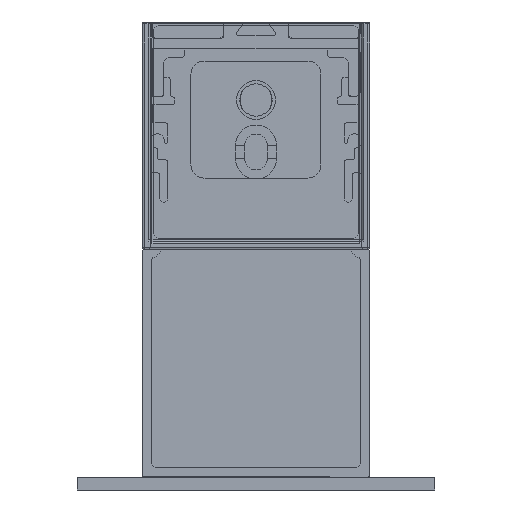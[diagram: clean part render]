
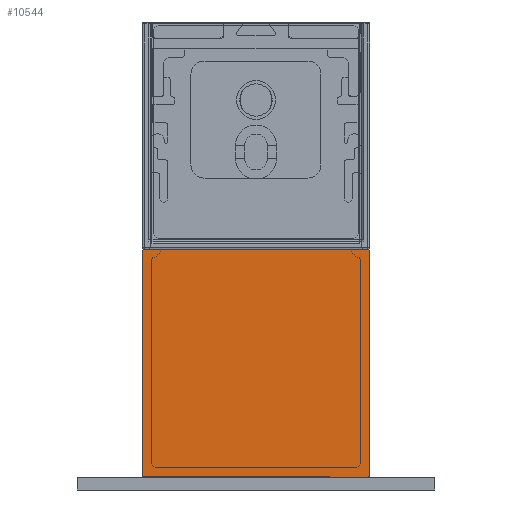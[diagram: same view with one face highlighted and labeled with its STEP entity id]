
A CAD part, front view. The second image highlights one B-rep face of the part: STEP entity #10544.
In plain terms, the highlighted planar face has unit normal (0, -1, 0).
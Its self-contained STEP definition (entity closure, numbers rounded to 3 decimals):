
#362=PLANE('',#11790);
#1189=LINE('',#19292,#2051);
#1192=LINE('',#19298,#2054);
#1193=LINE('',#19302,#2055);
#1194=LINE('',#19306,#2056);
#2051=VECTOR('',#15018,10.);
#2054=VECTOR('',#15023,10.);
#2055=VECTOR('',#15026,10.);
#2056=VECTOR('',#15029,10.);
#2675=FACE_OUTER_BOUND('',#3307,.T.);
#3307=EDGE_LOOP('',(#9538,#9539,#9540,#9541,#9542,#9543,#9544,#9545));
#3989=CIRCLE('',#11788,0.3);
#3990=CIRCLE('',#11791,0.3);
#3991=CIRCLE('',#11792,0.3);
#3992=CIRCLE('',#11793,0.3);
#4973=VERTEX_POINT('',#19285);
#4974=VERTEX_POINT('',#19287);
#4975=VERTEX_POINT('',#19291);
#4977=VERTEX_POINT('',#19297);
#4978=VERTEX_POINT('',#19299);
#4979=VERTEX_POINT('',#19301);
#4980=VERTEX_POINT('',#19303);
#4981=VERTEX_POINT('',#19305);
#6502=EDGE_CURVE('',#4973,#4974,#3989,.T.);
#6504=EDGE_CURVE('',#4975,#4974,#1189,.T.);
#6507=EDGE_CURVE('',#4973,#4977,#1192,.T.);
#6508=EDGE_CURVE('',#4978,#4977,#3990,.T.);
#6509=EDGE_CURVE('',#4978,#4979,#1193,.T.);
#6510=EDGE_CURVE('',#4980,#4979,#3991,.T.);
#6511=EDGE_CURVE('',#4980,#4981,#1194,.T.);
#6512=EDGE_CURVE('',#4975,#4981,#3992,.T.);
#9538=ORIENTED_EDGE('',*,*,#6502,.F.);
#9539=ORIENTED_EDGE('',*,*,#6507,.T.);
#9540=ORIENTED_EDGE('',*,*,#6508,.F.);
#9541=ORIENTED_EDGE('',*,*,#6509,.T.);
#9542=ORIENTED_EDGE('',*,*,#6510,.F.);
#9543=ORIENTED_EDGE('',*,*,#6511,.T.);
#9544=ORIENTED_EDGE('',*,*,#6512,.F.);
#9545=ORIENTED_EDGE('',*,*,#6504,.T.);
#10544=ADVANCED_FACE('',(#2675),#362,.F.);
#11788=AXIS2_PLACEMENT_3D('',#19288,#15013,#15014);
#11790=AXIS2_PLACEMENT_3D('',#19296,#15021,#15022);
#11791=AXIS2_PLACEMENT_3D('',#19300,#15024,#15025);
#11792=AXIS2_PLACEMENT_3D('',#19304,#15027,#15028);
#11793=AXIS2_PLACEMENT_3D('',#19307,#15030,#15031);
#15013=DIRECTION('center_axis',(0.,1.,0.));
#15014=DIRECTION('ref_axis',(0.707,0.,-0.707));
#15018=DIRECTION('',(1.,0.,0.));
#15021=DIRECTION('center_axis',(0.,1.,0.));
#15022=DIRECTION('ref_axis',(0.,0.,
-1.));
#15023=DIRECTION('',(0.,0.,1.));
#15024=DIRECTION('center_axis',(0.,1.,0.));
#15025=DIRECTION('ref_axis',(0.707,0.,0.707));
#15026=DIRECTION('',(-1.,0.,0.));
#15027=DIRECTION('center_axis',(0.,1.,0.));
#15028=DIRECTION('ref_axis',(-0.707,0.,0.707));
#15029=DIRECTION('',(0.,0.,-1.));
#15030=DIRECTION('center_axis',(0.,1.,0.));
#15031=DIRECTION('ref_axis',(-0.707,0.,-0.707));
#19285=CARTESIAN_POINT('',(17.5,-427.85,-69.7));
#19287=CARTESIAN_POINT('',(17.2,-427.85,-70.));
#19288=CARTESIAN_POINT('Origin',(17.2,-427.85,-69.7));
#19291=CARTESIAN_POINT('',(-17.2,-427.85,-70.));
#19292=CARTESIAN_POINT('',(-17.5,-427.85,-70.));
#19296=CARTESIAN_POINT('Origin',(0.,-427.85,
-52.5));
#19297=CARTESIAN_POINT('',(17.5,-427.85,-35.3));
#19298=CARTESIAN_POINT('',(17.5,-427.85,-70.));
#19299=CARTESIAN_POINT('',(17.2,-427.85,-35.));
#19300=CARTESIAN_POINT('Origin',(17.2,-427.85,-35.3));
#19301=CARTESIAN_POINT('',(-17.2,-427.85,-35.));
#19302=CARTESIAN_POINT('',(17.5,-427.85,-35.));
#19303=CARTESIAN_POINT('',(-17.5,-427.85,-35.3));
#19304=CARTESIAN_POINT('Origin',(-17.2,-427.85,-35.3));
#19305=CARTESIAN_POINT('',(-17.5,-427.85,-69.7));
#19306=CARTESIAN_POINT('',(-17.5,-427.85,-35.));
#19307=CARTESIAN_POINT('Origin',(-17.2,-427.85,-69.7));
